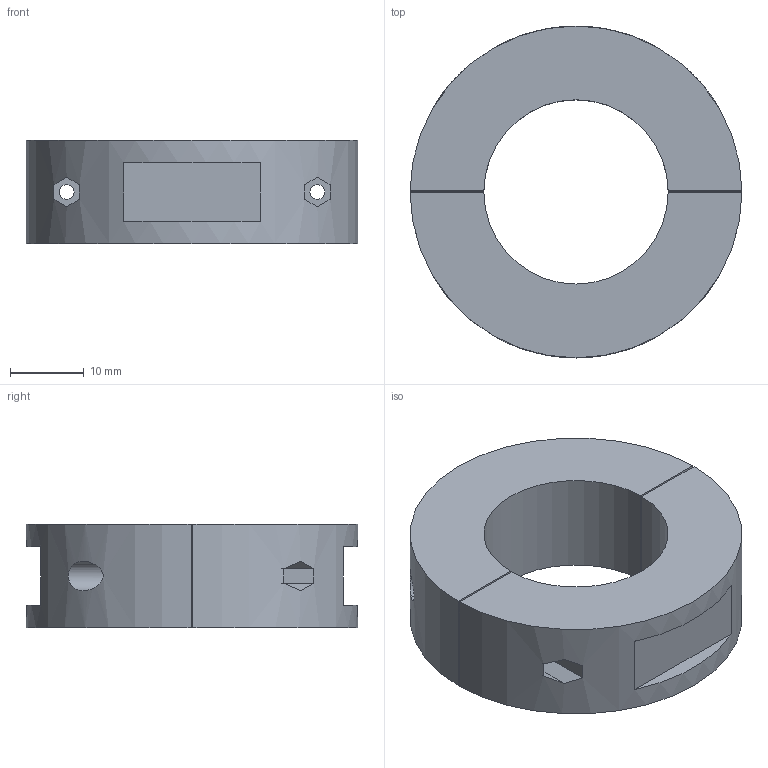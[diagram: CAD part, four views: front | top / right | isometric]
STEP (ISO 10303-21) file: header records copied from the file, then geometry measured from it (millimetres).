
FILE_DESCRIPTION (( 'STEP AP214' ), '1' );
FILE_NAME ('Rexnord-S0612-S0612-619452.step.step', '2019-01-17T09:11:29', ( '' ), ( '' ), 'SwSTEP 2.0', 'SolidWorks 2018', '' );
FILE_SCHEMA (( 'AUTOMOTIVE_DESIGN' ));
Length unit declared in the file: millimetre
Products named in the file (2): S0612_619452; Rexnord-S0612-S0612-619452.step
Assembly tree (1 placements, depth 2):
  Rexnord-S0612-S0612-619452.step
    S0612_619452
Bounding box: 45 x 45 x 14 mm (x, y, z)
Volume: 14409.1 mm3; surface area: 6458.5 mm2
Topology: 2 solids, 2 shells, 46 faces, 108 edges, 72 vertices
Faces by surface type: plane 30, cylinder 16
Entity records: 1509 total; most frequent: CARTESIAN_POINT 356, DIRECTION 228, ORIENTED_EDGE 216, EDGE_CURVE 108, AXIS2_PLACEMENT_3D 82, VERTEX_POINT 72, VECTOR 64, LINE 64
